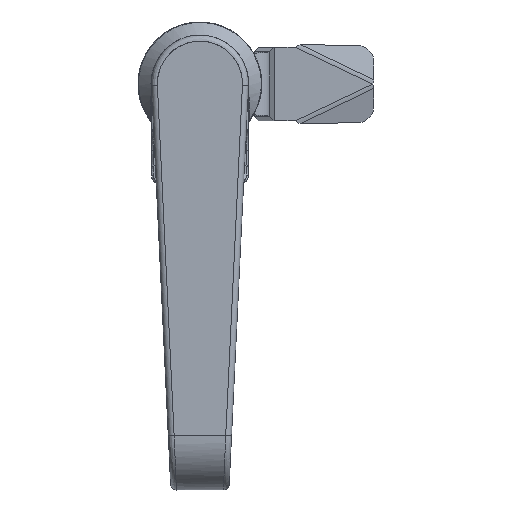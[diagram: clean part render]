
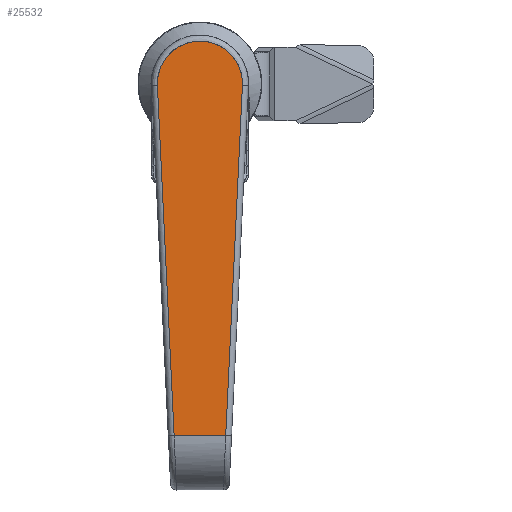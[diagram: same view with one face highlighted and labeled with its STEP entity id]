
A CAD part, top view. The second image highlights one B-rep face of the part: STEP entity #25532.
In plain terms, the highlighted planar face has unit normal (0, 0, 1).
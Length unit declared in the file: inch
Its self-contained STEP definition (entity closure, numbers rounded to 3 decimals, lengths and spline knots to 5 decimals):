
#215 = CARTESIAN_POINT ( 'NONE',  ( 0., 0., 1.65454 ) ) ;
#2280 = CARTESIAN_POINT ( 'NONE',  ( 0.26247, -3.58268, 1.65454 ) ) ;
#6561 = CARTESIAN_POINT ( 'NONE',  ( 0.26247, -3.58268, 1.65454 ) ) ;
#7747 = VECTOR ( 'NONE', #15837, 39.37008 ) ;
#8053 = DIRECTION ( 'NONE',  ( -1., 0., 0. ) ) ;
#9574 = DIRECTION ( 'NONE',  ( 1., 0., 0. ) ) ;
#9653 = ORIENTED_EDGE ( 'NONE', *, *, #21691, .T. ) ;
#9945 = DIRECTION ( 'NONE',  ( 0., 0., 1. ) ) ;
#10316 = CARTESIAN_POINT ( 'NONE',  ( 0.43307, 0., 1.65454 ) ) ;
#11913 = VERTEX_POINT ( 'NONE', #42322 ) ;
#12727 = ORIENTED_EDGE ( 'NONE', *, *, #29626, .T. ) ;
#13468 = AXIS2_PLACEMENT_3D ( 'NONE', #35902, #44280, #9574 ) ;
#14162 = VECTOR ( 'NONE', #33029, 39.37008 ) ;
#14697 = VERTEX_POINT ( 'NONE', #10316 ) ;
#15621 = DIRECTION ( 'NONE',  ( 0., 0., 1. ) ) ;
#15725 = VERTEX_POINT ( 'NONE', #6561 ) ;
#15837 = DIRECTION ( 'NONE',  ( 0.048, 0.999, 0. ) ) ;
#16627 = AXIS2_PLACEMENT_3D ( 'NONE', #215, #15621, #8053 ) ;
#19083 = EDGE_CURVE ( 'NONE', #29279, #11913, #40655, .T. ) ;
#19500 = CARTESIAN_POINT ( 'NONE',  ( 0., 0., 1.65454 ) ) ;
#20690 = VECTOR ( 'NONE', #41756, 39.37008 ) ;
#20740 = EDGE_CURVE ( 'NONE', #15725, #11913, #21486, .T. ) ;
#21486 = LINE ( 'NONE', #2280, #20690 ) ;
#21691 = EDGE_CURVE ( 'NONE', #15725, #49111, #38395, .T. ) ;
#22383 = CARTESIAN_POINT ( 'NONE',  ( -0.43258, -0.02066, 1.65454 ) ) ;
#24506 = PLANE ( 'NONE',  #13468 ) ;
#25532 = ADVANCED_FACE ( 'NONE', ( #36908 ), #24506, .T. ) ;
#25640 = CARTESIAN_POINT ( 'NONE',  ( 0., 0., 1.65454 ) ) ;
#26256 = AXIS2_PLACEMENT_3D ( 'NONE', #25640, #9945, #48454 ) ;
#29279 = VERTEX_POINT ( 'NONE', #30705 ) ;
#29626 = EDGE_CURVE ( 'NONE', #14697, #44440, #47318, .T. ) ;
#30379 = DIRECTION ( 'NONE',  ( 0., 0., 1. ) ) ;
#30705 = CARTESIAN_POINT ( 'NONE',  ( -0.43258, -0.02066, 1.65454 ) ) ;
#31646 = ORIENTED_EDGE ( 'NONE', *, *, #34107, .T. ) ;
#33029 = DIRECTION ( 'NONE',  ( 0.048, -0.999, 0. ) ) ;
#33482 = ORIENTED_EDGE ( 'NONE', *, *, #35197, .T. ) ;
#34107 = EDGE_CURVE ( 'NONE', #44440, #29279, #36004, .T. ) ;
#34406 = CIRCLE ( 'NONE', #46554, 0.43307 ) ;
#35197 = EDGE_CURVE ( 'NONE', #49111, #14697, #34406, .T. ) ;
#35902 = CARTESIAN_POINT ( 'NONE',  ( 0., 0., 1.65454 ) ) ;
#36004 = CIRCLE ( 'NONE', #16627, 0.43307 ) ;
#36908 = FACE_OUTER_BOUND ( 'NONE', #49136, .T. ) ;
#38250 = ORIENTED_EDGE ( 'NONE', *, *, #20740, .F. ) ;
#38395 = LINE ( 'NONE', #46288, #7747 ) ;
#40655 = LINE ( 'NONE', #22383, #14162 ) ;
#40954 = CARTESIAN_POINT ( 'NONE',  ( -0.43307, 0., 1.65454 ) ) ;
#41756 = DIRECTION ( 'NONE',  ( -1., 0., 0. ) ) ;
#42322 = CARTESIAN_POINT ( 'NONE',  ( -0.26247, -3.58268, 1.65454 ) ) ;
#42813 = DIRECTION ( 'NONE',  ( 0.999, -0.048, 0. ) ) ;
#44280 = DIRECTION ( 'NONE',  ( 0., 0., 1. ) ) ;
#44440 = VERTEX_POINT ( 'NONE', #40954 ) ;
#45688 = ORIENTED_EDGE ( 'NONE', *, *, #19083, .T. ) ;
#46288 = CARTESIAN_POINT ( 'NONE',  ( 0.26247, -3.58268, 1.65454 ) ) ;
#46554 = AXIS2_PLACEMENT_3D ( 'NONE', #19500, #30379, #42813 ) ;
#47318 = CIRCLE ( 'NONE', #26256, 0.43307 ) ;
#47403 = CARTESIAN_POINT ( 'NONE',  ( 0.43258, -0.02066, 1.65454 ) ) ;
#48454 = DIRECTION ( 'NONE',  ( 1., 0., 0. ) ) ;
#49111 = VERTEX_POINT ( 'NONE', #47403 ) ;
#49136 = EDGE_LOOP ( 'NONE', ( #12727, #31646, #45688, #38250, #9653, #33482 ) ) ;
